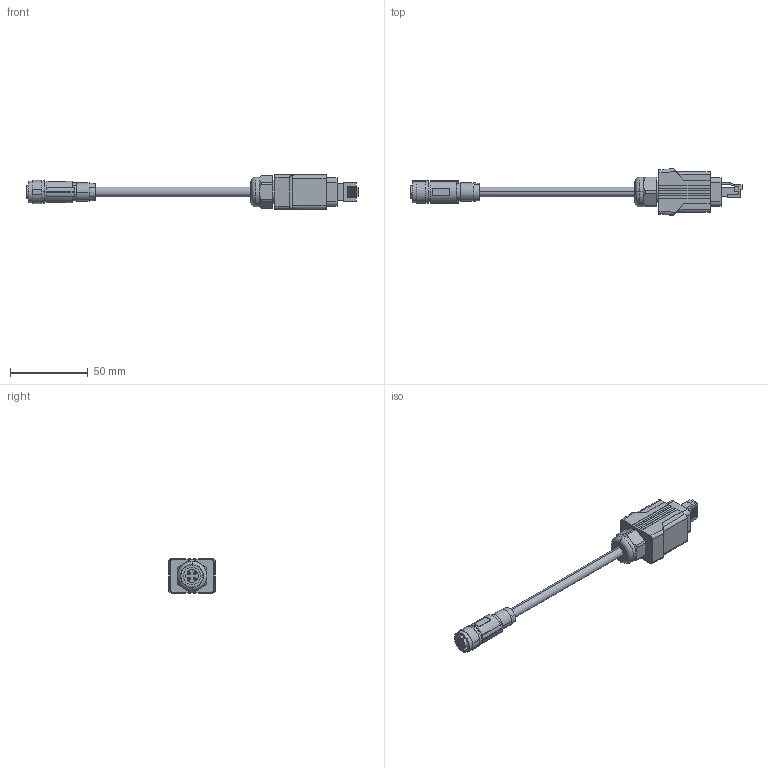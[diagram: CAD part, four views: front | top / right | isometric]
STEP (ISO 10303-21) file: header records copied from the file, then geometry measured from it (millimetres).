
FILE_DESCRIPTION(('SolidDesigner STEP Export'),'2;1');
FILE_NAME('1407399_NBC_FSD_10.0_93E_R4QC_SCO-select.stp','2013-04-12T 8:48:26',(''),(''),'Creo Elements/Direct Modeling STEP processor for AP214 (Solid Model)','Creo Elements/Direct Modeling 18.1 06-May-2012 (C) Parametric Technology GmbH','');
FILE_SCHEMA(('AUTOMOTIVE_DESIGN { 1 0 10303 214 1 1 1 1 }'));
Length unit declared in the file: millimetre
Products named in the file (1): 1407399_NBC_FSD_10.0_93E_R4QC_SCO-select
Bounding box: 213.3 x 30.01 x 22 mm (x, y, z)
Volume: 36090.4 mm3; surface area: 11508.5 mm2
Topology: 1 solids, 1 shells, 347 faces, 925 edges, 597 vertices
Faces by surface type: plane 227, cylinder 73, cone 20, bspline 17, extrusion 8, torus 2
Entity records: 17511 total; most frequent: CARTESIAN_POINT 6563, ORIENTED_EDGE 1850, DIRECTION 1472, EDGE_CURVE 925, VECTOR 628, LINE 620, VERTEX_POINT 597, AXIS2_PLACEMENT_3D 422
